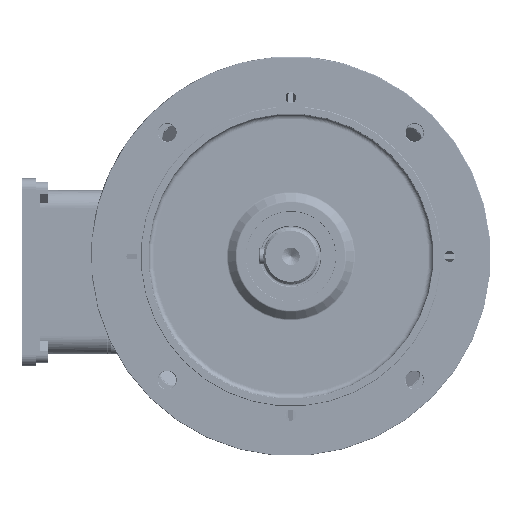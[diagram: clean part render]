
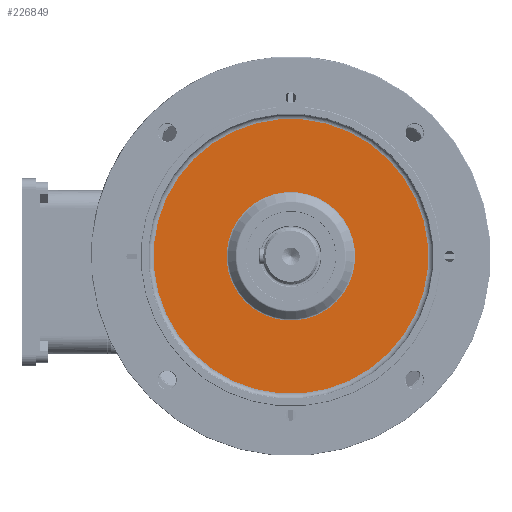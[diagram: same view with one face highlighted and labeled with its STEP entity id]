
A CAD part, left-side view. The second image highlights one B-rep face of the part: STEP entity #226849.
In plain terms, the highlighted face is planar.
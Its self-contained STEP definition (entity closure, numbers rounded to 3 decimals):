
#1669 = EDGE_CURVE ( 'NONE', #224966, #180573, #249565, .T. ) ;
#9247 = DIRECTION ( 'NONE',  ( 0., 0., -1. ) ) ;
#23577 = CARTESIAN_POINT ( 'NONE',  ( -8.5, 0., 0. ) ) ;
#23656 = AXIS2_PLACEMENT_3D ( 'NONE', #253223, #75255, #103691 ) ;
#27688 = ORIENTED_EDGE ( 'NONE', *, *, #51277, .T. ) ;
#29346 = DIRECTION ( 'NONE',  ( 0., 0., -1. ) ) ;
#30234 = AXIS2_PLACEMENT_3D ( 'NONE', #90017, #130285, #210844 ) ;
#46284 = AXIS2_PLACEMENT_3D ( 'NONE', #23577, #162656, #9247 ) ;
#51277 = EDGE_CURVE ( 'NONE', #180573, #224966, #97231, .T. ) ;
#52697 = DIRECTION ( 'NONE',  ( -1., 0., 0. ) ) ;
#61624 = CARTESIAN_POINT ( 'NONE',  ( -8.5, 0., 137.5 ) ) ;
#62171 = CIRCLE ( 'NONE', #203234, 64.328 ) ;
#71536 = ORIENTED_EDGE ( 'NONE', *, *, #1669, .T. ) ;
#75255 = DIRECTION ( 'NONE',  ( -1., 0., 0. ) ) ;
#87869 = CARTESIAN_POINT ( 'NONE',  ( -8.5, 0., 0. ) ) ;
#90017 = CARTESIAN_POINT ( 'NONE',  ( -8.5, 0., 0. ) ) ;
#94590 = CARTESIAN_POINT ( 'NONE',  ( -8.5, 0., 64.328 ) ) ;
#96307 = PLANE ( 'NONE',  #111400 ) ;
#97231 = CIRCLE ( 'NONE', #30234, 137.5 ) ;
#103691 = DIRECTION ( 'NONE',  ( 0., 0., -1. ) ) ;
#111400 = AXIS2_PLACEMENT_3D ( 'NONE', #234031, #215821, #195091 ) ;
#111961 = FACE_OUTER_BOUND ( 'NONE', #193074, .T. ) ;
#119041 = CARTESIAN_POINT ( 'NONE',  ( -8.5, 0., -137.5 ) ) ;
#130285 = DIRECTION ( 'NONE',  ( 1., 0., 0. ) ) ;
#135763 = CIRCLE ( 'NONE', #23656, 64.328 ) ;
#160580 = EDGE_LOOP ( 'NONE', ( #239401, #173707 ) ) ;
#162656 = DIRECTION ( 'NONE',  ( 1., 0., 0. ) ) ;
#173707 = ORIENTED_EDGE ( 'NONE', *, *, #244532, .T. ) ;
#180573 = VERTEX_POINT ( 'NONE', #61624 ) ;
#192791 = CARTESIAN_POINT ( 'NONE',  ( -8.5, 0., -64.328 ) ) ;
#193074 = EDGE_LOOP ( 'NONE', ( #71536, #27688 ) ) ;
#193298 = VERTEX_POINT ( 'NONE', #192791 ) ;
#195091 = DIRECTION ( 'NONE',  ( 0., 0., -1. ) ) ;
#198833 = VERTEX_POINT ( 'NONE', #94590 ) ;
#203234 = AXIS2_PLACEMENT_3D ( 'NONE', #87869, #52697, #29346 ) ;
#210743 = FACE_BOUND ( 'NONE', #160580, .T. ) ;
#210844 = DIRECTION ( 'NONE',  ( 0., 0., -1. ) ) ;
#215821 = DIRECTION ( 'NONE',  ( 1., 0., 0. ) ) ;
#223592 = EDGE_CURVE ( 'NONE', #193298, #198833, #135763, .T. ) ;
#224966 = VERTEX_POINT ( 'NONE', #119041 ) ;
#226849 = ADVANCED_FACE ( 'NONE', ( #210743, #111961 ), #96307, .T. ) ;
#234031 = CARTESIAN_POINT ( 'NONE',  ( -8.5, 137.5, 0. ) ) ;
#239401 = ORIENTED_EDGE ( 'NONE', *, *, #223592, .T. ) ;
#244532 = EDGE_CURVE ( 'NONE', #198833, #193298, #62171, .T. ) ;
#249565 = CIRCLE ( 'NONE', #46284, 137.5 ) ;
#253223 = CARTESIAN_POINT ( 'NONE',  ( -8.5, 0., 0. ) ) ;
